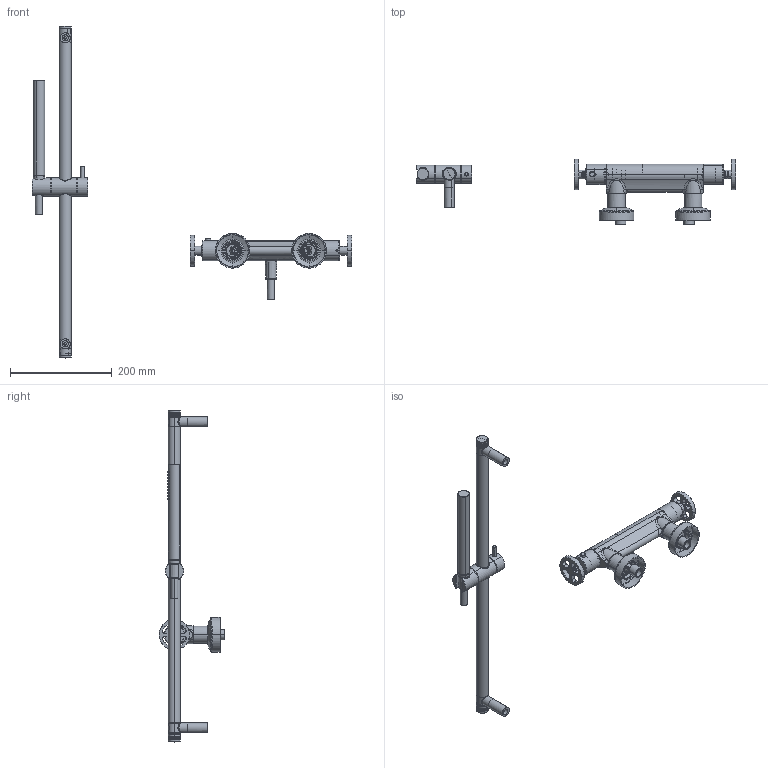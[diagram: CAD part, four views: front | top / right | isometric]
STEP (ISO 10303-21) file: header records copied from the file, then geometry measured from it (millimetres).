
FILE_DESCRIPTION(('CATIA V5 STEP Exchange','CAx-IF Rec.Pracs.--- Model Styling and Organization---1.5--- 2016-08-15','CAx-IF Rec.Pracs.---Supplemental Geometry---1.0---2011-11-01','CAx-IF Rec.Pracs.--- Composite Materials ---3.4---2017-06-13','CAx-IF Rec.Pracs.---Tessellated 3D Geometry---1.0---2015-12-17'),'2;1');
FILE_NAME('MNS01010.stp','2022-09-17T09:23:45+00:00',('none'),('none'),'CATIA Version 5-6 Release 2020 SP2','CATIA V5 STEP AP242 v2','none');
FILE_SCHEMA(('AP242_MANAGED_MODEL_BASED_3D_ENGINEERING_MIM_LF {1 0 10303 442 1 1 4}'));
Length unit declared in the file: millimetre
Products named in the file (1): MNS01010
Bounding box: 626.34 x 129 x 651 mm (x, y, z)
Volume: 550708.9 mm3; surface area: 385950.1 mm2
Topology: 45 solids, 67 shells, 2539 faces, 6196 edges, 3856 vertices
Faces by surface type: cylinder 974, plane 513, cone 355, extrusion 292, bspline 227, torus 149, sphere 29
Entity records: 91074 total; most frequent: CARTESIAN_POINT 38369, ORIENTED_EDGE 12242, DIRECTION 7678, EDGE_CURVE 6177, VERTEX_POINT 3856, AXIS2_PLACEMENT_3D 3445, EDGE_LOOP 2775, VECTOR 2562
